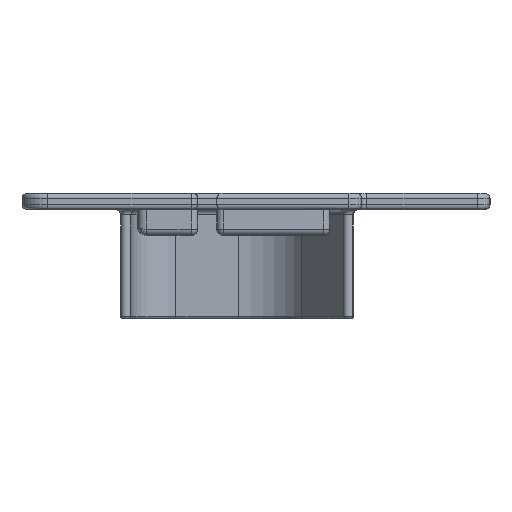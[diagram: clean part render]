
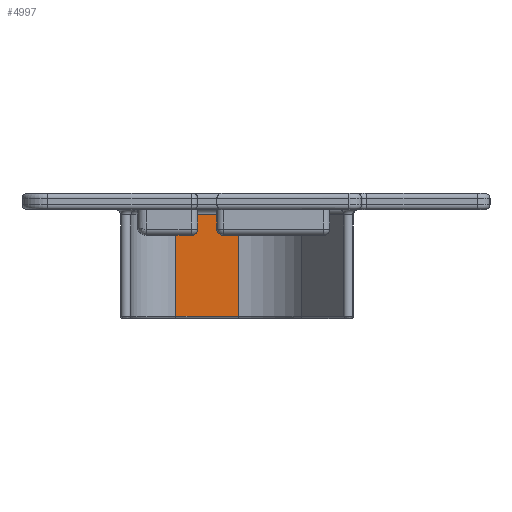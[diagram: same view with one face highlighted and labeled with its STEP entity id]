
A CAD part, left-side view. The second image highlights one B-rep face of the part: STEP entity #4997.
In plain terms, the highlighted planar face has unit normal (-1, 0, 0).
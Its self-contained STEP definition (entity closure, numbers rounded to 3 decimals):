
#89=PLANE('',#5551);
#338=LINE('',#8437,#676);
#352=LINE('',#8545,#690);
#362=LINE('',#8604,#700);
#363=LINE('',#8606,#701);
#676=VECTOR('',#6647,10.);
#690=VECTOR('',#6767,10.);
#700=VECTOR('',#6827,10.);
#701=VECTOR('',#6830,10.);
#1195=FACE_OUTER_BOUND('',#1536,.T.);
#1536=EDGE_LOOP('',(#4041,#4042,#4043,#4044));
#2304=VERTEX_POINT('',#8431);
#2305=VERTEX_POINT('',#8435);
#2320=VERTEX_POINT('',#8537);
#2322=VERTEX_POINT('',#8543);
#2854=EDGE_CURVE('',#2304,#2305,#338,.T.);
#2896=EDGE_CURVE('',#2322,#2320,#352,.T.);
#2919=EDGE_CURVE('',#2304,#2320,#362,.T.);
#2920=EDGE_CURVE('',#2305,#2322,#363,.T.);
#4041=ORIENTED_EDGE('',*,*,#2854,.F.);
#4042=ORIENTED_EDGE('',*,*,#2919,.T.);
#4043=ORIENTED_EDGE('',*,*,#2896,.F.);
#4044=ORIENTED_EDGE('',*,*,#2920,.F.);
#4997=ADVANCED_FACE('',(#1195),#89,.T.);
#5551=AXIS2_PLACEMENT_3D('',#8605,#6828,#6829);
#6647=DIRECTION('',(0.,-1.,0.));
#6767=DIRECTION('',(0.,1.,0.));
#6827=DIRECTION('',(0.,0.,-1.));
#6828=DIRECTION('center_axis',(-1.,0.,0.));
#6829=DIRECTION('ref_axis',(0.,1.,0.));
#6830=DIRECTION('',(0.,0.,-1.));
#8431=CARTESIAN_POINT('',(282.331,432.453,-39.096));
#8435=CARTESIAN_POINT('',(282.331,422.653,-39.096));
#8437=CARTESIAN_POINT('',(282.331,418.222,-39.096));
#8537=CARTESIAN_POINT('',(282.331,432.453,-54.896));
#8543=CARTESIAN_POINT('',(282.331,422.653,-54.896));
#8545=CARTESIAN_POINT('',(282.331,422.688,-54.896));
#8604=CARTESIAN_POINT('',(282.331,432.453,-53.296));
#8605=CARTESIAN_POINT('Origin',(282.331,422.653,-53.296));
#8606=CARTESIAN_POINT('',(282.331,422.653,-53.296));
